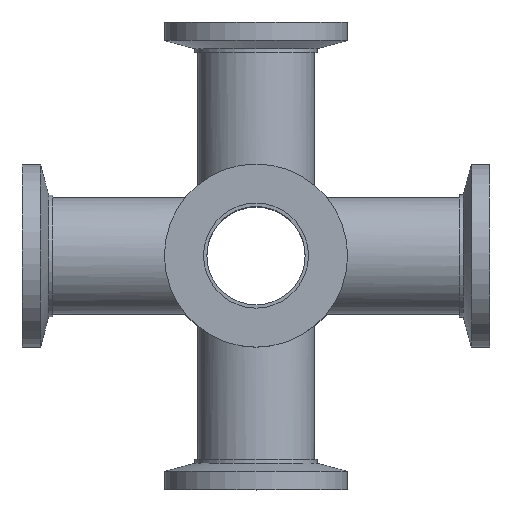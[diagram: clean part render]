
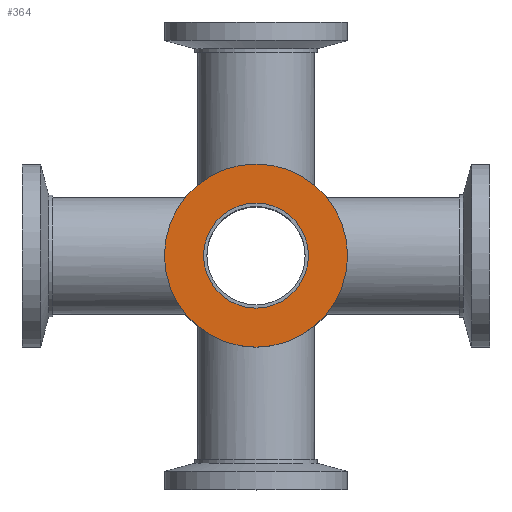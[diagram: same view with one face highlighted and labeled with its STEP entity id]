
A CAD part, top view. The second image highlights one B-rep face of the part: STEP entity #364.
In plain terms, the highlighted face is planar.
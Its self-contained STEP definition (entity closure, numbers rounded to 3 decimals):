
#72=FACE_BOUND('',#140,.T.);
#77=CIRCLE('',#442,15.);
#78=CIRCLE('',#443,15.);
#93=CIRCLE('',#466,8.6);
#94=CIRCLE('',#467,8.6);
#118=FACE_OUTER_BOUND('',#139,.T.);
#139=EDGE_LOOP('',(#335,#336));
#140=EDGE_LOOP('',(#337,#338));
#189=VERTEX_POINT('',#666);
#190=VERTEX_POINT('',#668);
#205=VERTEX_POINT('',#711);
#206=VERTEX_POINT('',#713);
#228=EDGE_CURVE('',#189,#190,#77,.T.);
#229=EDGE_CURVE('',#190,#189,#78,.T.);
#249=EDGE_CURVE('',#206,#205,#93,.T.);
#250=EDGE_CURVE('',#205,#206,#94,.T.);
#335=ORIENTED_EDGE('',*,*,#229,.F.);
#336=ORIENTED_EDGE('',*,*,#228,.F.);
#337=ORIENTED_EDGE('',*,*,#249,.T.);
#338=ORIENTED_EDGE('',*,*,#250,.T.);
#347=PLANE('',#468);
#364=ADVANCED_FACE('',(#118,#72),#347,.T.);
#442=AXIS2_PLACEMENT_3D('',#669,#538,#539);
#443=AXIS2_PLACEMENT_3D('',#670,#540,#541);
#466=AXIS2_PLACEMENT_3D('',#714,#591,#592);
#467=AXIS2_PLACEMENT_3D('',#715,#593,#594);
#468=AXIS2_PLACEMENT_3D('',#716,#595,#596);
#538=DIRECTION('center_axis',(0.,1.,0.));
#539=DIRECTION('ref_axis',(1.,0.,0.));
#540=DIRECTION('center_axis',(0.,1.,0.));
#541=DIRECTION('ref_axis',(1.,0.,0.));
#591=DIRECTION('center_axis',(0.,1.,0.));
#592=DIRECTION('ref_axis',(1.,0.,0.));
#593=DIRECTION('center_axis',(0.,1.,0.));
#594=DIRECTION('ref_axis',(1.,0.,0.));
#595=DIRECTION('center_axis',(0.,-1.,0.));
#596=DIRECTION('ref_axis',(0.,0.,-1.));
#666=CARTESIAN_POINT('',(15.,0.,0.));
#668=CARTESIAN_POINT('',(-15.,0.,0.));
#669=CARTESIAN_POINT('Origin',(0.,0.,0.));
#670=CARTESIAN_POINT('Origin',(0.,0.,0.));
#711=CARTESIAN_POINT('',(8.6,0.,0.));
#713=CARTESIAN_POINT('',(-8.6,0.,0.));
#714=CARTESIAN_POINT('Origin',(0.,0.,0.));
#715=CARTESIAN_POINT('Origin',(0.,0.,0.));
#716=CARTESIAN_POINT('Origin',(-15.,0.,0.));
